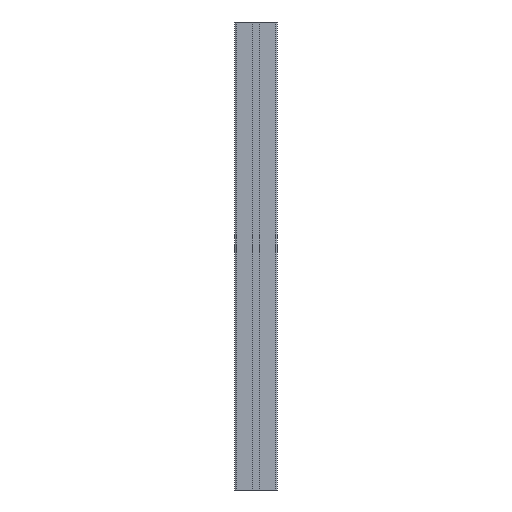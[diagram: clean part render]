
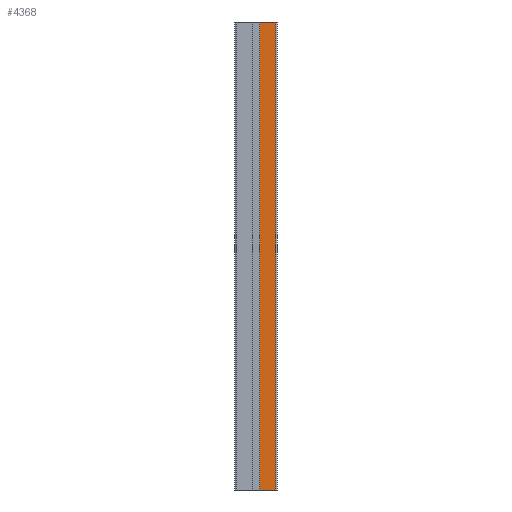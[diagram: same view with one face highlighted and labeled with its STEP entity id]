
A CAD part, left-side view. The second image highlights one B-rep face of the part: STEP entity #4368.
In plain terms, the highlighted planar face has unit normal (-1, 0, 0).
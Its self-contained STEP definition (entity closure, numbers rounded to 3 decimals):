
#334=FACE_OUTER_BOUND('',#548,.T.);
#548=EDGE_LOOP('',(#3417,#3418,#3419,#3420));
#1024=LINE('',#6866,#1568);
#1025=LINE('',#6869,#1569);
#1026=LINE('',#6871,#1570);
#1027=LINE('',#6872,#1571);
#1568=VECTOR('',#5626,1000.);
#1569=VECTOR('',#5629,34.5);
#1570=VECTOR('',#5630,34.5);
#1571=VECTOR('',#5631,1000.);
#2031=VERTEX_POINT('',#6862);
#2032=VERTEX_POINT('',#6864);
#2033=VERTEX_POINT('',#6868);
#2034=VERTEX_POINT('',#6870);
#2618=EDGE_CURVE('',#2031,#2032,#1024,.T.);
#2619=EDGE_CURVE('',#2033,#2031,#1025,.T.);
#2620=EDGE_CURVE('',#2034,#2032,#1026,.T.);
#2621=EDGE_CURVE('',#2033,#2034,#1027,.T.);
#3417=ORIENTED_EDGE('',*,*,#2619,.T.);
#3418=ORIENTED_EDGE('',*,*,#2618,.T.);
#3419=ORIENTED_EDGE('',*,*,#2620,.F.);
#3420=ORIENTED_EDGE('',*,*,#2621,.F.);
#4159=PLANE('',#4666);
#4368=ADVANCED_FACE('',(#334),#4159,.T.);
#4666=AXIS2_PLACEMENT_3D('',#6867,#5627,#5628);
#5626=DIRECTION('',(0.,0.,1.));
#5627=DIRECTION('center_axis',(-1.,0.,0.));
#5628=DIRECTION('ref_axis',(0.,-1.,0.));
#5629=DIRECTION('',(0.,-1.,0.));
#5630=DIRECTION('',(0.,-1.,0.));
#5631=DIRECTION('',(0.,0.,1.));
#6862=CARTESIAN_POINT('',(0.023,-49.5,0.));
#6864=CARTESIAN_POINT('',(0.023,-49.5,1000.));
#6866=CARTESIAN_POINT('',(0.023,-49.5,0.));
#6867=CARTESIAN_POINT('Origin',(0.023,-15.,0.));
#6868=CARTESIAN_POINT('',(0.023,-15.,0.));
#6869=CARTESIAN_POINT('',(0.023,-15.,0.));
#6870=CARTESIAN_POINT('',(0.023,-15.,1000.));
#6871=CARTESIAN_POINT('',(0.023,-15.,1000.));
#6872=CARTESIAN_POINT('',(0.023,-15.,0.));
